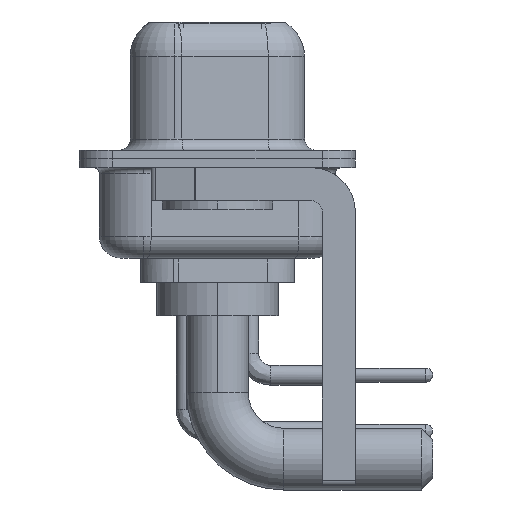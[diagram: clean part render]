
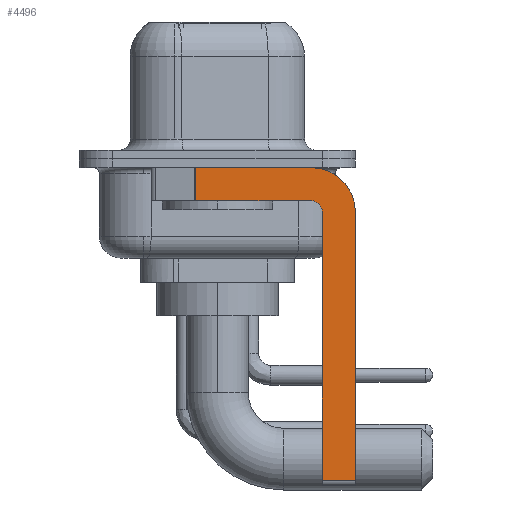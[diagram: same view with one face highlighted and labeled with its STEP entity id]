
A CAD part, left-side view. The second image highlights one B-rep face of the part: STEP entity #4496.
In plain terms, the highlighted planar face has unit normal (-1, 0, 0).
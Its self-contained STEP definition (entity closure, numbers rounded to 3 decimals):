
#571 = LINE ( 'NONE', #12149, #11214 ) ;
#813 = VERTEX_POINT ( 'NONE', #2666 ) ;
#1293 = CIRCLE ( 'NONE', #8084, 0.5 ) ;
#1349 = VERTEX_POINT ( 'NONE', #16778 ) ;
#1400 = DIRECTION ( 'NONE',  ( 1., 0., 0. ) ) ;
#2660 = ORIENTED_EDGE ( 'NONE', *, *, #6597, .F. ) ;
#2666 = CARTESIAN_POINT ( 'NONE',  ( -2.9, -6.25, -2.4 ) ) ;
#2746 = VERTEX_POINT ( 'NONE', #9454 ) ;
#2968 = VERTEX_POINT ( 'NONE', #5171 ) ;
#4011 = DIRECTION ( 'NONE',  ( 0., -1., 0. ) ) ;
#4288 = DIRECTION ( 'NONE',  ( 0., 0., -1. ) ) ;
#4496 = ADVANCED_FACE ( 'NONE', ( #9510 ), #15988, .F. ) ;
#4599 = LINE ( 'NONE', #12358, #8183 ) ;
#4849 = CIRCLE ( 'NONE', #17446, 2. ) ;
#5011 = VECTOR ( 'NONE', #4011, 1000. ) ;
#5171 = CARTESIAN_POINT ( 'NONE',  ( -2.9, -4.25, -0.4 ) ) ;
#5630 = EDGE_CURVE ( 'NONE', #20303, #2746, #571, .T. ) ;
#5733 = EDGE_CURVE ( 'NONE', #1349, #6733, #4599, .T. ) ;
#6055 = DIRECTION ( 'NONE',  ( 0., 0., -1. ) ) ;
#6597 = EDGE_CURVE ( 'NONE', #2746, #12856, #1293, .T. ) ;
#6733 = VERTEX_POINT ( 'NONE', #18947 ) ;
#6768 = DIRECTION ( 'NONE',  ( 0., -1., 0. ) ) ;
#7062 = DIRECTION ( 'NONE',  ( 0., 0., 1. ) ) ;
#7144 = CARTESIAN_POINT ( 'NONE',  ( -2.9, -4.25, -2.4 ) ) ;
#7167 = VECTOR ( 'NONE', #15392, 1000. ) ;
#7508 = EDGE_CURVE ( 'NONE', #2968, #813, #4849, .T. ) ;
#7572 = CARTESIAN_POINT ( 'NONE',  ( -2.9, -4.25, -2.4 ) ) ;
#7909 = DIRECTION ( 'NONE',  ( 0., 0., -1. ) ) ;
#8084 = AXIS2_PLACEMENT_3D ( 'NONE', #7144, #8962, #8855 ) ;
#8183 = VECTOR ( 'NONE', #4288, 1000. ) ;
#8187 = VECTOR ( 'NONE', #6768, 1000. ) ;
#8314 = EDGE_CURVE ( 'NONE', #20303, #13864, #14841, .T. ) ;
#8855 = DIRECTION ( 'NONE',  ( 0., 0., 1. ) ) ;
#8960 = EDGE_CURVE ( 'NONE', #813, #13864, #14481, .T. ) ;
#8962 = DIRECTION ( 'NONE',  ( -1., 0., 0. ) ) ;
#9301 = CARTESIAN_POINT ( 'NONE',  ( -2.9, -6.25, -2.4 ) ) ;
#9408 = CARTESIAN_POINT ( 'NONE',  ( -2.9, -4.75, -14.55 ) ) ;
#9454 = CARTESIAN_POINT ( 'NONE',  ( -2.9, -4.75, -2.4 ) ) ;
#9510 = FACE_OUTER_BOUND ( 'NONE', #14586, .T. ) ;
#10509 = CARTESIAN_POINT ( 'NONE',  ( -2.9, -4.25, -1.9 ) ) ;
#11214 = VECTOR ( 'NONE', #7062, 1000. ) ;
#11642 = CARTESIAN_POINT ( 'NONE',  ( -2.9, -4.25, -14.55 ) ) ;
#11877 = EDGE_CURVE ( 'NONE', #1349, #2968, #11968, .T. ) ;
#11968 = LINE ( 'NONE', #16773, #5011 ) ;
#12149 = CARTESIAN_POINT ( 'NONE',  ( -2.9, -4.75, -14.8 ) ) ;
#12358 = CARTESIAN_POINT ( 'NONE',  ( -2.9, 0.978, -1.9 ) ) ;
#12856 = VERTEX_POINT ( 'NONE', #19141 ) ;
#13864 = VERTEX_POINT ( 'NONE', #17945 ) ;
#14053 = DIRECTION ( 'NONE',  ( 1., 0., 0. ) ) ;
#14116 = ORIENTED_EDGE ( 'NONE', *, *, #5733, .T. ) ;
#14287 = CARTESIAN_POINT ( 'NONE',  ( -2.9, -4.25, -2.4 ) ) ;
#14368 = ORIENTED_EDGE ( 'NONE', *, *, #11877, .F. ) ;
#14481 = LINE ( 'NONE', #9301, #17468 ) ;
#14586 = EDGE_LOOP ( 'NONE', ( #14368, #14116, #18466, #2660, #17199, #16916, #14918, #18511 ) ) ;
#14841 = LINE ( 'NONE', #11642, #8187 ) ;
#14918 = ORIENTED_EDGE ( 'NONE', *, *, #8960, .F. ) ;
#15392 = DIRECTION ( 'NONE',  ( 0., 1., 0. ) ) ;
#15988 = PLANE ( 'NONE',  #18630 ) ;
#16759 = EDGE_CURVE ( 'NONE', #12856, #6733, #20173, .T. ) ;
#16773 = CARTESIAN_POINT ( 'NONE',  ( -2.9, 3., -0.4 ) ) ;
#16778 = CARTESIAN_POINT ( 'NONE',  ( -2.9, 0.978, -0.4 ) ) ;
#16916 = ORIENTED_EDGE ( 'NONE', *, *, #8314, .T. ) ;
#17199 = ORIENTED_EDGE ( 'NONE', *, *, #5630, .F. ) ;
#17446 = AXIS2_PLACEMENT_3D ( 'NONE', #7572, #14053, #6055 ) ;
#17468 = VECTOR ( 'NONE', #19067, 1000. ) ;
#17945 = CARTESIAN_POINT ( 'NONE',  ( -2.9, -6.25, -14.55 ) ) ;
#18466 = ORIENTED_EDGE ( 'NONE', *, *, #16759, .F. ) ;
#18511 = ORIENTED_EDGE ( 'NONE', *, *, #7508, .F. ) ;
#18630 = AXIS2_PLACEMENT_3D ( 'NONE', #14287, #1400, #7909 ) ;
#18947 = CARTESIAN_POINT ( 'NONE',  ( -2.9, 0.978, -1.9 ) ) ;
#19067 = DIRECTION ( 'NONE',  ( 0., 0., -1. ) ) ;
#19141 = CARTESIAN_POINT ( 'NONE',  ( -2.9, -4.25, -1.9 ) ) ;
#20173 = LINE ( 'NONE', #10509, #7167 ) ;
#20303 = VERTEX_POINT ( 'NONE', #9408 ) ;
